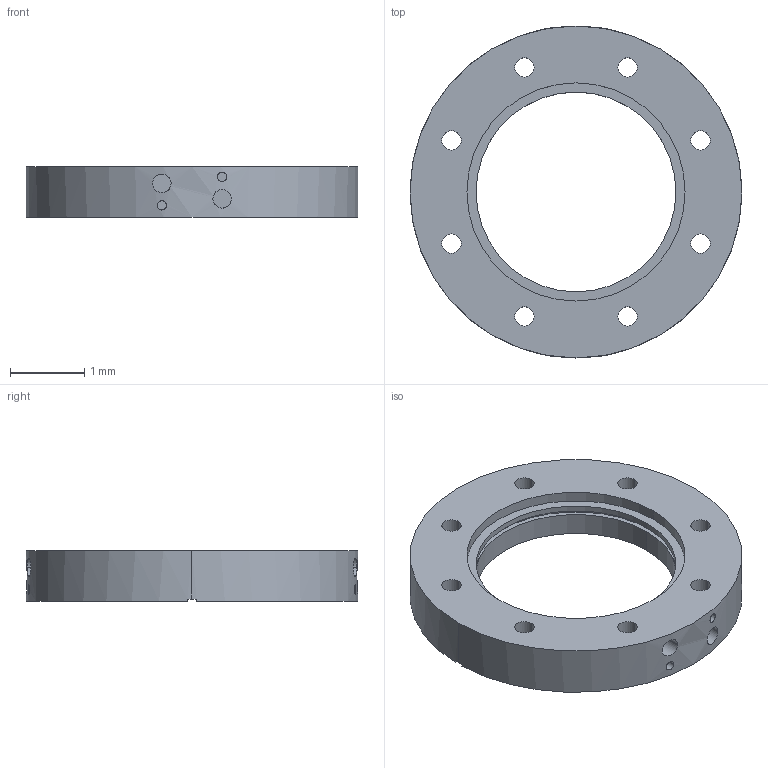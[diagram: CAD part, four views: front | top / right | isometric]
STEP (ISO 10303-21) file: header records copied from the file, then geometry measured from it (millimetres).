
FILE_DESCRIPTION(('produced by SPATIAL CORP'),'2;1');
FILE_NAME( 'flange_pt201_11.hh.sat.stp','2002-04-19T11:22:31+00:00',('SPATIAL CORP') ,('SPATIAL CORP'),'ACIS STEP Husk','http://www.spatial.com', 'SPATIAL CORP');
FILE_SCHEMA(('CONFIG_CONTROL_DESIGN'));
Length unit declared in the file: millimetre
Products named in the file (1): PRODUCT_ID_1
Bounding box: 4.47 x 4.47 x 0.68 mm (x, y, z)
Volume: 5.9 mm3; surface area: 42.7 mm2
Topology: 1 solids, 1 shells, 67 faces, 160 edges, 106 vertices
Faces by surface type: cylinder 44, plane 21, cone 2
Entity records: 3179 total; most frequent: CARTESIAN_POINT 1707, ORIENTED_EDGE 320, DIRECTION 228, EDGE_CURVE 160, VERTEX_POINT 106, EDGE_LOOP 96, FACE_BOUND 96, AXIS2_PLACEMENT_3D 83
